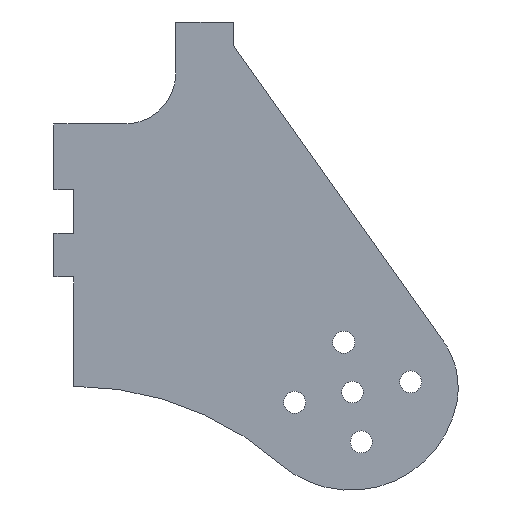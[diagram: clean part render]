
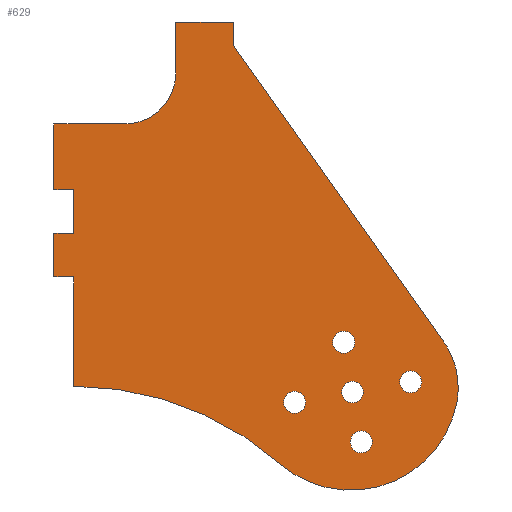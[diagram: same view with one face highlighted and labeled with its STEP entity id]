
A CAD part, left-side view. The second image highlights one B-rep face of the part: STEP entity #629.
In plain terms, the highlighted planar face has unit normal (-1, 0, 0).
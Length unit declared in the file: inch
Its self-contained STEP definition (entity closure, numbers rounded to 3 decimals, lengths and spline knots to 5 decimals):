
#39=FACE_BOUND('',#171,.T.);
#40=FACE_BOUND('',#172,.T.);
#41=FACE_BOUND('',#173,.T.);
#42=FACE_BOUND('',#174,.T.);
#43=FACE_BOUND('',#175,.T.);
#47=CIRCLE('',#661,0.5);
#57=CIRCLE('',#673,0.67605);
#59=CIRCLE('',#677,0.0689);
#61=CIRCLE('',#681,0.0689);
#63=CIRCLE('',#685,0.0689);
#65=CIRCLE('',#689,0.0689);
#68=CIRCLE('',#697,0.0675);
#69=CIRCLE('',#699,0.67605);
#70=CIRCLE('',#705,0.31965);
#71=CIRCLE('',#708,1.96342);
#131=FACE_OUTER_BOUND('',#170,.T.);
#170=EDGE_LOOP('',(#562,#563,#564,#565,#566,#567,#568,#569,#570,#571,#572,
#573,#574,#575,#576,#577,#578));
#171=EDGE_LOOP('',(#579));
#172=EDGE_LOOP('',(#580));
#173=EDGE_LOOP('',(#581));
#174=EDGE_LOOP('',(#582));
#175=EDGE_LOOP('',(#583));
#179=LINE('',#895,#233);
#181=LINE('',#901,#235);
#185=LINE('',#907,#239);
#187=LINE('',#913,#241);
#191=LINE('',#921,#245);
#193=LINE('',#924,#247);
#197=LINE('',#933,#251);
#220=LINE('',#1032,#274);
#222=LINE('',#1036,#276);
#224=LINE('',#1040,#278);
#226=LINE('',#1044,#280);
#229=LINE('',#1051,#283);
#233=VECTOR('',#717,0.3937);
#235=VECTOR('',#721,0.3937);
#239=VECTOR('',#727,0.3937);
#241=VECTOR('',#731,0.3937);
#245=VECTOR('',#737,0.3937);
#247=VECTOR('',#741,0.3937);
#251=VECTOR('',#749,0.3937);
#274=VECTOR('',#858,0.3937);
#276=VECTOR('',#862,0.3937);
#278=VECTOR('',#866,0.3937);
#280=VECTOR('',#870,0.3937);
#283=VECTOR('',#879,0.3937);
#285=VERTEX_POINT('',#889);
#287=VERTEX_POINT('',#893);
#288=VERTEX_POINT('',#897);
#290=VERTEX_POINT('',#900);
#292=VERTEX_POINT('',#909);
#294=VERTEX_POINT('',#912);
#297=VERTEX_POINT('',#920);
#300=VERTEX_POINT('',#931);
#304=VERTEX_POINT('',#940);
#305=VERTEX_POINT('',#942);
#318=VERTEX_POINT('',#973);
#320=VERTEX_POINT('',#981);
#322=VERTEX_POINT('',#989);
#324=VERTEX_POINT('',#997);
#326=VERTEX_POINT('',#1005);
#331=VERTEX_POINT('',#1023);
#332=VERTEX_POINT('',#1027);
#333=VERTEX_POINT('',#1031);
#334=VERTEX_POINT('',#1035);
#335=VERTEX_POINT('',#1039);
#336=VERTEX_POINT('',#1043);
#337=VERTEX_POINT('',#1047);
#341=EDGE_CURVE('',#285,#287,#179,.T.);
#343=EDGE_CURVE('',#288,#290,#181,.T.);
#347=EDGE_CURVE('',#290,#287,#185,.T.);
#349=EDGE_CURVE('',#292,#294,#187,.T.);
#353=EDGE_CURVE('',#294,#297,#191,.T.);
#355=EDGE_CURVE('',#285,#292,#193,.T.);
#360=EDGE_CURVE('',#300,#288,#197,.T.);
#364=EDGE_CURVE('',#304,#305,#47,.T.);
#380=EDGE_CURVE('',#305,#318,#57,.T.);
#385=EDGE_CURVE('',#320,#320,#59,.T.);
#389=EDGE_CURVE('',#322,#322,#61,.T.);
#393=EDGE_CURVE('',#324,#324,#63,.T.);
#397=EDGE_CURVE('',#326,#326,#65,.T.);
#405=EDGE_CURVE('',#331,#331,#68,.T.);
#407=EDGE_CURVE('',#332,#304,#69,.T.);
#408=EDGE_CURVE('',#333,#332,#220,.T.);
#410=EDGE_CURVE('',#334,#333,#222,.T.);
#412=EDGE_CURVE('',#335,#334,#224,.T.);
#414=EDGE_CURVE('',#336,#335,#226,.T.);
#416=EDGE_CURVE('',#337,#336,#70,.T.);
#418=EDGE_CURVE('',#337,#297,#229,.T.);
#419=EDGE_CURVE('',#318,#300,#71,.T.);
#562=ORIENTED_EDGE('',*,*,#364,.F.);
#563=ORIENTED_EDGE('',*,*,#407,.F.);
#564=ORIENTED_EDGE('',*,*,#408,.F.);
#565=ORIENTED_EDGE('',*,*,#410,.F.);
#566=ORIENTED_EDGE('',*,*,#412,.F.);
#567=ORIENTED_EDGE('',*,*,#414,.F.);
#568=ORIENTED_EDGE('',*,*,#416,.F.);
#569=ORIENTED_EDGE('',*,*,#418,.T.);
#570=ORIENTED_EDGE('',*,*,#353,.F.);
#571=ORIENTED_EDGE('',*,*,#349,.F.);
#572=ORIENTED_EDGE('',*,*,#355,.F.);
#573=ORIENTED_EDGE('',*,*,#341,.T.);
#574=ORIENTED_EDGE('',*,*,#347,.F.);
#575=ORIENTED_EDGE('',*,*,#343,.F.);
#576=ORIENTED_EDGE('',*,*,#360,.F.);
#577=ORIENTED_EDGE('',*,*,#419,.F.);
#578=ORIENTED_EDGE('',*,*,#380,.F.);
#579=ORIENTED_EDGE('',*,*,#385,.T.);
#580=ORIENTED_EDGE('',*,*,#389,.T.);
#581=ORIENTED_EDGE('',*,*,#393,.T.);
#582=ORIENTED_EDGE('',*,*,#397,.T.);
#583=ORIENTED_EDGE('',*,*,#405,.F.);
#597=PLANE('',#709);
#629=ADVANCED_FACE('',(#131,#39,#40,#41,#42,#43),#597,.F.);
#661=AXIS2_PLACEMENT_3D('',#943,#757,#758);
#673=AXIS2_PLACEMENT_3D('',#974,#787,#788);
#677=AXIS2_PLACEMENT_3D('',#983,#798,#799);
#681=AXIS2_PLACEMENT_3D('',#991,#808,#809);
#685=AXIS2_PLACEMENT_3D('',#999,#818,#819);
#689=AXIS2_PLACEMENT_3D('',#1007,#828,#829);
#697=AXIS2_PLACEMENT_3D('',#1025,#849,#850);
#699=AXIS2_PLACEMENT_3D('',#1029,#854,#855);
#705=AXIS2_PLACEMENT_3D('',#1048,#874,#875);
#708=AXIS2_PLACEMENT_3D('',#1053,#882,#883);
#709=AXIS2_PLACEMENT_3D('',#1054,#884,#885);
#717=DIRECTION('',(0.,1.,0.));
#721=DIRECTION('',(0.,1.,0.));
#727=DIRECTION('',(0.,0.,1.));
#731=DIRECTION('',(0.,1.,0.));
#737=DIRECTION('',(0.,0.,1.));
#741=DIRECTION('',(0.,0.,1.));
#749=DIRECTION('',(0.,0.,1.));
#757=DIRECTION('center_axis',(1.,0.,0.));
#758=DIRECTION('ref_axis',(0.,-0.985,0.174));
#787=DIRECTION('center_axis',(1.,0.,0.));
#788=DIRECTION('ref_axis',(0.,-0.997,0.083));
#798=DIRECTION('center_axis',(1.,0.,0.));
#799=DIRECTION('ref_axis',(0.,0.,-1.));
#808=DIRECTION('center_axis',(1.,0.,0.));
#809=DIRECTION('ref_axis',(0.,0.,-1.));
#818=DIRECTION('center_axis',(1.,0.,0.));
#819=DIRECTION('ref_axis',(0.,0.,-1.));
#828=DIRECTION('center_axis',(1.,0.,0.));
#829=DIRECTION('ref_axis',(0.,0.,-1.));
#849=DIRECTION('center_axis',(-1.,0.,0.));
#850=DIRECTION('ref_axis',(0.,-1.,0.));
#854=DIRECTION('center_axis',(1.,0.,0.));
#855=DIRECTION('ref_axis',(0.,0.174,0.985));
#858=DIRECTION('',(0.,-0.579,-0.815));
#862=DIRECTION('',(0.,0.,-1.));
#866=DIRECTION('',(0.,-1.,0.));
#870=DIRECTION('',(0.,0.,1.));
#874=DIRECTION('center_axis',(-1.,0.,0.));
#875=DIRECTION('ref_axis',(0.,-1.,0.));
#879=DIRECTION('',(0.,1.,0.));
#882=DIRECTION('center_axis',(-1.,0.,0.));
#883=DIRECTION('ref_axis',(0.,0.,-1.));
#884=DIRECTION('center_axis',(1.,0.,0.));
#885=DIRECTION('ref_axis',(0.,0.,-1.));
#889=CARTESIAN_POINT('',(0.,0.,1.08369));
#893=CARTESIAN_POINT('',(0.,0.125,1.08369));
#895=CARTESIAN_POINT('',(0.,0.,1.08369));
#897=CARTESIAN_POINT('',(0.,0.,0.80973));
#900=CARTESIAN_POINT('',(0.,0.125,0.80973));
#901=CARTESIAN_POINT('',(0.,0.,0.80973));
#907=CARTESIAN_POINT('',(0.,0.125,0.12482));
#909=CARTESIAN_POINT('',(0.,0.,1.35765));
#912=CARTESIAN_POINT('',(0.,0.125,1.35765));
#913=CARTESIAN_POINT('',(0.,0.,1.35765));
#920=CARTESIAN_POINT('',(0.,0.125,1.7686));
#921=CARTESIAN_POINT('',(0.,0.125,0.12482));
#924=CARTESIAN_POINT('',(0.,0.,-0.00002));
#931=CARTESIAN_POINT('',(0.,0.,0.12482));
#933=CARTESIAN_POINT('',(0.,0.,-0.00002));
#940=CARTESIAN_POINT('',(0.,-2.34028,0.37102));
#942=CARTESIAN_POINT('',(0.,-2.40131,0.02489));
#943=CARTESIAN_POINT('Origin',(0.,-1.90981,0.11666));
#973=CARTESIAN_POINT('',(0.,-1.29191,-0.3601));
#974=CARTESIAN_POINT('Origin',(0.,-1.73675,0.14898));
#981=CARTESIAN_POINT('',(0.,-1.69242,0.46923));
#983=CARTESIAN_POINT('Origin',(0.,-1.69242,0.40034));
#989=CARTESIAN_POINT('',(0.,-1.38401,0.09284));
#991=CARTESIAN_POINT('Origin',(0.,-1.38401,0.02394));
#997=CARTESIAN_POINT('',(0.,-1.80257,-0.15536));
#999=CARTESIAN_POINT('Origin',(0.,-1.80257,-0.22425));
#1005=CARTESIAN_POINT('',(0.,-2.11098,0.22104));
#1007=CARTESIAN_POINT('Origin',(0.,-2.11098,0.15214));
#1023=CARTESIAN_POINT('',(0.,-1.68,0.08804));
#1025=CARTESIAN_POINT('Origin',(0.,-1.7475,0.08804));
#1027=CARTESIAN_POINT('',(0.,-2.30954,0.4184));
#1029=CARTESIAN_POINT('Origin',(0.,-1.75824,0.02711));
#1031=CARTESIAN_POINT('',(0.,-1.,2.26342));
#1032=CARTESIAN_POINT('',(0.,-1.,2.26342));
#1035=CARTESIAN_POINT('',(0.,-1.,2.40789));
#1036=CARTESIAN_POINT('',(0.,-1.,2.40789));
#1039=CARTESIAN_POINT('',(0.,-0.63929,2.40789));
#1040=CARTESIAN_POINT('',(0.,-0.3937,2.40789));
#1043=CARTESIAN_POINT('',(0.,-0.63929,2.08824));
#1044=CARTESIAN_POINT('',(0.,-0.63929,2.08824));
#1047=CARTESIAN_POINT('',(0.,-0.31964,1.7686));
#1048=CARTESIAN_POINT('Origin',(0.,-0.31964,2.08824));
#1051=CARTESIAN_POINT('',(0.,0.,1.7686));
#1053=CARTESIAN_POINT('Origin',(0.,0.,-1.8386));
#1054=CARTESIAN_POINT('Origin',(0.,-1.2064,0.94041));
